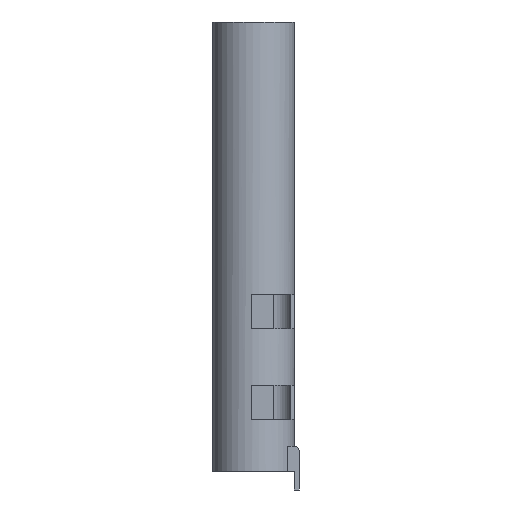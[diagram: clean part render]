
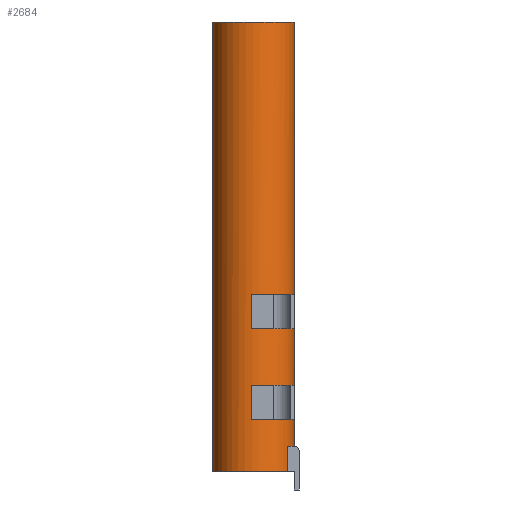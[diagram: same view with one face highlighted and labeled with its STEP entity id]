
A CAD part, left-side view. The second image highlights one B-rep face of the part: STEP entity #2684.
In plain terms, the highlighted cylindrical face has radius 1.2 mm (diameter 2.4 mm), a partial arc.
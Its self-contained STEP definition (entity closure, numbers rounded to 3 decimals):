
#14=FACE_BOUND('',#368,.T.);
#15=FACE_BOUND('',#369,.T.);
#21=CYLINDRICAL_SURFACE('',#2851,1.2);
#50=CIRCLE('',#2848,1.2);
#51=CIRCLE('',#2852,1.2);
#52=CIRCLE('',#2853,1.2);
#53=CIRCLE('',#2854,1.2);
#54=CIRCLE('',#2855,1.2);
#55=CIRCLE('',#2856,1.2);
#56=CIRCLE('',#2857,1.2);
#57=CIRCLE('',#2858,1.2);
#58=CIRCLE('',#2859,1.2);
#59=CIRCLE('',#2860,1.2);
#60=CIRCLE('',#2861,1.2);
#61=CIRCLE('',#2862,1.2);
#220=FACE_OUTER_BOUND('',#367,.T.);
#367=EDGE_LOOP('',(#1849,#1850,#1851,#1852,#1853,#1854,#1855,#1856));
#368=EDGE_LOOP('',(#1857,#1858,#1859,#1860,#1861,#1862));
#369=EDGE_LOOP('',(#1863,#1864,#1865,#1866,#1867,#1868));
#523=LINE('',#3855,#839);
#541=LINE('',#3897,#857);
#543=LINE('',#3903,#859);
#544=LINE('',#3907,#860);
#545=LINE('',#3913,#861);
#546=LINE('',#3919,#862);
#547=LINE('',#3925,#863);
#548=LINE('',#3931,#864);
#839=VECTOR('',#3094,10.);
#857=VECTOR('',#3132,10.);
#859=VECTOR('',#3138,10.);
#860=VECTOR('',#3141,10.);
#861=VECTOR('',#3146,10.);
#862=VECTOR('',#3151,10.);
#863=VECTOR('',#3156,10.);
#864=VECTOR('',#3161,10.);
#1151=VERTEX_POINT('',#3853);
#1152=VERTEX_POINT('',#3854);
#1163=VERTEX_POINT('',#3886);
#1166=VERTEX_POINT('',#3896);
#1167=VERTEX_POINT('',#3900);
#1168=VERTEX_POINT('',#3902);
#1169=VERTEX_POINT('',#3904);
#1170=VERTEX_POINT('',#3906);
#1171=VERTEX_POINT('',#3909);
#1172=VERTEX_POINT('',#3910);
#1173=VERTEX_POINT('',#3912);
#1174=VERTEX_POINT('',#3914);
#1175=VERTEX_POINT('',#3916);
#1176=VERTEX_POINT('',#3918);
#1177=VERTEX_POINT('',#3921);
#1178=VERTEX_POINT('',#3922);
#1179=VERTEX_POINT('',#3924);
#1180=VERTEX_POINT('',#3926);
#1181=VERTEX_POINT('',#3928);
#1182=VERTEX_POINT('',#3930);
#1406=EDGE_CURVE('',#1151,#1152,#523,.T.);
#1422=EDGE_CURVE('',#1163,#1151,#50,.T.);
#1427=EDGE_CURVE('',#1166,#1163,#541,.T.);
#1429=EDGE_CURVE('',#1152,#1167,#51,.T.);
#1430=EDGE_CURVE('',#1167,#1168,#543,.T.);
#1431=EDGE_CURVE('',#1168,#1169,#52,.T.);
#1432=EDGE_CURVE('',#1169,#1170,#544,.T.);
#1433=EDGE_CURVE('',#1170,#1166,#53,.T.);
#1434=EDGE_CURVE('',#1171,#1172,#54,.T.);
#1435=EDGE_CURVE('',#1173,#1171,#545,.T.);
#1436=EDGE_CURVE('',#1174,#1173,#55,.T.);
#1437=EDGE_CURVE('',#1175,#1174,#56,.T.);
#1438=EDGE_CURVE('',#1176,#1175,#546,.T.);
#1439=EDGE_CURVE('',#1172,#1176,#57,.T.);
#1440=EDGE_CURVE('',#1177,#1178,#58,.T.);
#1441=EDGE_CURVE('',#1179,#1177,#547,.T.);
#1442=EDGE_CURVE('',#1180,#1179,#59,.T.);
#1443=EDGE_CURVE('',#1181,#1180,#60,.T.);
#1444=EDGE_CURVE('',#1182,#1181,#548,.T.);
#1445=EDGE_CURVE('',#1178,#1182,#61,.T.);
#1849=ORIENTED_EDGE('',*,*,#1427,.T.);
#1850=ORIENTED_EDGE('',*,*,#1422,.T.);
#1851=ORIENTED_EDGE('',*,*,#1406,.T.);
#1852=ORIENTED_EDGE('',*,*,#1429,.T.);
#1853=ORIENTED_EDGE('',*,*,#1430,.T.);
#1854=ORIENTED_EDGE('',*,*,#1431,.T.);
#1855=ORIENTED_EDGE('',*,*,#1432,.T.);
#1856=ORIENTED_EDGE('',*,*,#1433,.T.);
#1857=ORIENTED_EDGE('',*,*,#1434,.F.);
#1858=ORIENTED_EDGE('',*,*,#1435,.F.);
#1859=ORIENTED_EDGE('',*,*,#1436,.F.);
#1860=ORIENTED_EDGE('',*,*,#1437,.F.);
#1861=ORIENTED_EDGE('',*,*,#1438,.F.);
#1862=ORIENTED_EDGE('',*,*,#1439,.F.);
#1863=ORIENTED_EDGE('',*,*,#1440,.F.);
#1864=ORIENTED_EDGE('',*,*,#1441,.F.);
#1865=ORIENTED_EDGE('',*,*,#1442,.F.);
#1866=ORIENTED_EDGE('',*,*,#1443,.F.);
#1867=ORIENTED_EDGE('',*,*,#1444,.F.);
#1868=ORIENTED_EDGE('',*,*,#1445,.F.);
#2684=ADVANCED_FACE('',(#220,#14,#15),#21,.T.);
#2848=AXIS2_PLACEMENT_3D('',#3887,#3122,#3123);
#2851=AXIS2_PLACEMENT_3D('',#3899,#3134,#3135);
#2852=AXIS2_PLACEMENT_3D('',#3901,#3136,#3137);
#2853=AXIS2_PLACEMENT_3D('',#3905,#3139,#3140);
#2854=AXIS2_PLACEMENT_3D('',#3908,#3142,#3143);
#2855=AXIS2_PLACEMENT_3D('',#3911,#3144,#3145);
#2856=AXIS2_PLACEMENT_3D('',#3915,#3147,#3148);
#2857=AXIS2_PLACEMENT_3D('',#3917,#3149,#3150);
#2858=AXIS2_PLACEMENT_3D('',#3920,#3152,#3153);
#2859=AXIS2_PLACEMENT_3D('',#3923,#3154,#3155);
#2860=AXIS2_PLACEMENT_3D('',#3927,#3157,#3158);
#2861=AXIS2_PLACEMENT_3D('',#3929,#3159,#3160);
#2862=AXIS2_PLACEMENT_3D('',#3932,#3162,#3163);
#3094=DIRECTION('',(0.,0.,-1.));
#3122=DIRECTION('center_axis',(0.,0.,1.));
#3123=DIRECTION('ref_axis',(-0.707,0.707,0.));
#3132=DIRECTION('',(0.,0.,1.));
#3134=DIRECTION('center_axis',(0.,0.,1.));
#3135=DIRECTION('ref_axis',(-0.707,0.707,0.));
#3136=DIRECTION('center_axis',(0.,0.,1.));
#3137=DIRECTION('ref_axis',(-0.707,-0.707,0.));
#3138=DIRECTION('',(0.,0.,1.));
#3139=DIRECTION('center_axis',(0.,0.,-1.));
#3140=DIRECTION('ref_axis',(-0.707,0.707,0.));
#3141=DIRECTION('',(0.,0.,-1.));
#3142=DIRECTION('center_axis',(0.,0.,1.));
#3143=DIRECTION('ref_axis',(-0.707,-0.707,0.));
#3144=DIRECTION('center_axis',(0.,0.,-1.));
#3145=DIRECTION('ref_axis',(-0.707,0.707,0.));
#3146=DIRECTION('',(0.,0.,1.));
#3147=DIRECTION('center_axis',(0.,0.,1.));
#3148=DIRECTION('ref_axis',(-0.707,0.707,0.));
#3149=DIRECTION('center_axis',(0.,0.,1.));
#3150=DIRECTION('ref_axis',(-0.707,0.707,0.));
#3151=DIRECTION('',(0.,0.,-1.));
#3152=DIRECTION('center_axis',(0.,0.,-1.));
#3153=DIRECTION('ref_axis',(-0.707,0.707,0.));
#3154=DIRECTION('center_axis',(0.,0.,-1.));
#3155=DIRECTION('ref_axis',(-0.707,0.707,0.));
#3156=DIRECTION('',(0.,0.,1.));
#3157=DIRECTION('center_axis',(0.,0.,1.));
#3158=DIRECTION('ref_axis',(-0.707,0.707,0.));
#3159=DIRECTION('center_axis',(0.,0.,1.));
#3160=DIRECTION('ref_axis',(-0.707,0.707,0.));
#3161=DIRECTION('',(0.,0.,-1.));
#3162=DIRECTION('center_axis',(0.,0.,-1.));
#3163=DIRECTION('ref_axis',(-0.707,0.707,0.));
#3853=CARTESIAN_POINT('',(-3.175,0.026,0.74));
#3854=CARTESIAN_POINT('',(-3.175,0.026,0.));
#3855=CARTESIAN_POINT('',(-3.175,0.026,3.295));
#3886=CARTESIAN_POINT('',(-3.588,0.2,0.74));
#3887=CARTESIAN_POINT('Origin',(-2.925,1.2,0.74));
#3896=CARTESIAN_POINT('',(-3.588,0.2,0.));
#3897=CARTESIAN_POINT('',(-3.588,0.2,3.295));
#3899=CARTESIAN_POINT('Origin',(-2.925,1.2,3.295));
#3900=CARTESIAN_POINT('',(-2.925,0.,0.));
#3901=CARTESIAN_POINT('Origin',(-2.925,1.2,0.));
#3902=CARTESIAN_POINT('',(-2.925,0.,13.18));
#3903=CARTESIAN_POINT('',(-2.925,0.,3.295));
#3904=CARTESIAN_POINT('',(-2.925,2.4,13.18));
#3905=CARTESIAN_POINT('Origin',(-2.925,1.2,13.18));
#3906=CARTESIAN_POINT('',(-2.925,2.4,0.));
#3907=CARTESIAN_POINT('',(-2.925,2.4,3.295));
#3908=CARTESIAN_POINT('Origin',(-2.925,1.2,0.));
#3909=CARTESIAN_POINT('',(-4.025,0.72,5.18));
#3910=CARTESIAN_POINT('',(-4.125,1.2,5.18));
#3911=CARTESIAN_POINT('Origin',(-2.925,1.2,5.18));
#3912=CARTESIAN_POINT('',(-4.025,0.72,4.18));
#3913=CARTESIAN_POINT('',(-4.025,0.72,3.295));
#3914=CARTESIAN_POINT('',(-4.125,1.2,4.18));
#3915=CARTESIAN_POINT('Origin',(-2.925,1.2,4.18));
#3916=CARTESIAN_POINT('',(-4.124,1.25,4.18));
#3917=CARTESIAN_POINT('Origin',(-2.925,1.2,4.18));
#3918=CARTESIAN_POINT('',(-4.124,1.25,5.18));
#3919=CARTESIAN_POINT('',(-4.124,1.25,3.295));
#3920=CARTESIAN_POINT('Origin',(-2.925,1.2,5.18));
#3921=CARTESIAN_POINT('',(-4.025,0.72,2.53));
#3922=CARTESIAN_POINT('',(-4.125,1.2,2.53));
#3923=CARTESIAN_POINT('Origin',(-2.925,1.2,2.53));
#3924=CARTESIAN_POINT('',(-4.025,0.72,1.53));
#3925=CARTESIAN_POINT('',(-4.025,0.72,3.295));
#3926=CARTESIAN_POINT('',(-4.125,1.2,1.53));
#3927=CARTESIAN_POINT('Origin',(-2.925,1.2,1.53));
#3928=CARTESIAN_POINT('',(-4.124,1.25,1.53));
#3929=CARTESIAN_POINT('Origin',(-2.925,1.2,1.53));
#3930=CARTESIAN_POINT('',(-4.124,1.25,2.53));
#3931=CARTESIAN_POINT('',(-4.124,1.25,3.295));
#3932=CARTESIAN_POINT('Origin',(-2.925,1.2,2.53));
